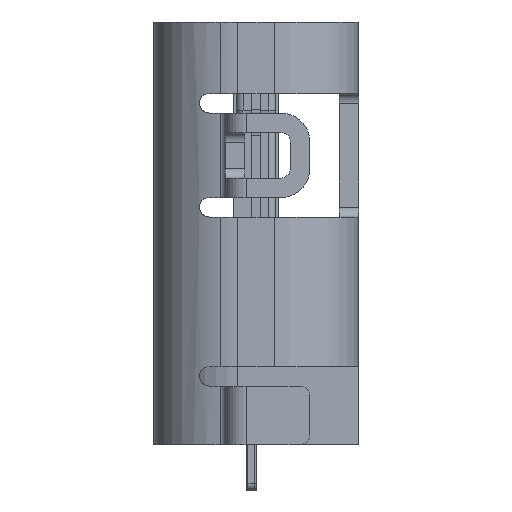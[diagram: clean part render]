
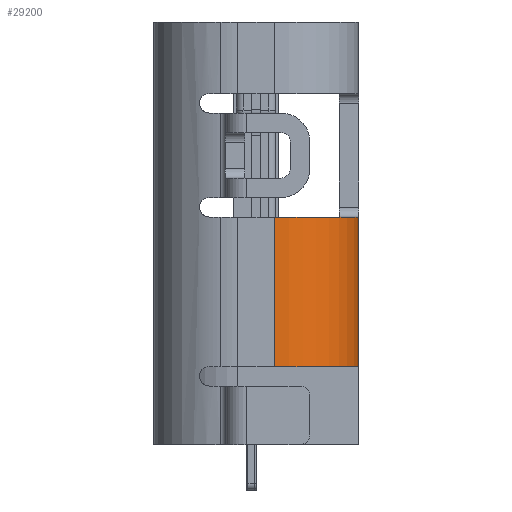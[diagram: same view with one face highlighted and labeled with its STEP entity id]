
A CAD part, left-side view. The second image highlights one B-rep face of the part: STEP entity #29200.
In plain terms, the highlighted cylindrical face has radius 1.3 mm (diameter 2.6 mm), a partial arc.
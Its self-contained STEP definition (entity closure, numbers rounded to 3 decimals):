
#397 = ORIENTED_EDGE ( 'NONE', *, *, #36300, .F. ) ;
#4089 = CARTESIAN_POINT ( 'NONE',  ( -4.47, -0.28, 6.5 ) ) ;
#4810 = DIRECTION ( 'NONE',  ( 0., 0., 1. ) ) ;
#6501 = VECTOR ( 'NONE', #28369, 1000. ) ;
#7014 = LINE ( 'NONE', #4089, #6501 ) ;
#7781 = AXIS2_PLACEMENT_3D ( 'NONE', #23026, #29164, #23419 ) ;
#7846 = EDGE_LOOP ( 'NONE', ( #30445, #31421, #27805, #397 ) ) ;
#9563 = CYLINDRICAL_SURFACE ( 'NONE', #7781, 1.3 ) ;
#9580 = VERTEX_POINT ( 'NONE', #22619 ) ;
#9618 = EDGE_CURVE ( 'NONE', #37593, #9580, #7014, .T. ) ;
#11488 = CARTESIAN_POINT ( 'NONE',  ( -3.17, -1.58, 6.5 ) ) ;
#12072 = VECTOR ( 'NONE', #32412, 1000. ) ;
#12172 = CARTESIAN_POINT ( 'NONE',  ( -3.17, -0.28, 3.5 ) ) ;
#15165 = EDGE_CURVE ( 'NONE', #31952, #37593, #19964, .T. ) ;
#17614 = CARTESIAN_POINT ( 'NONE',  ( -3.17, -1.58, 3.5 ) ) ;
#19964 = CIRCLE ( 'NONE', #29080, 1.3 ) ;
#21217 = DIRECTION ( 'NONE',  ( 0., 0., -1. ) ) ;
#22619 = CARTESIAN_POINT ( 'NONE',  ( -4.47, -0.28, 1.2 ) ) ;
#23026 = CARTESIAN_POINT ( 'NONE',  ( -3.17, -0.28, 6.5 ) ) ;
#23419 = DIRECTION ( 'NONE',  ( 1., 0., 0. ) ) ;
#24202 = DIRECTION ( 'NONE',  ( 1., 0., 0. ) ) ;
#26762 = CIRCLE ( 'NONE', #33161, 1.3 ) ;
#27482 = LINE ( 'NONE', #11488, #12072 ) ;
#27805 = ORIENTED_EDGE ( 'NONE', *, *, #38558, .T. ) ;
#28369 = DIRECTION ( 'NONE',  ( 0., 0., -1. ) ) ;
#28952 = DIRECTION ( 'NONE',  ( -1., 0., 0. ) ) ;
#29080 = AXIS2_PLACEMENT_3D ( 'NONE', #12172, #21217, #24202 ) ;
#29164 = DIRECTION ( 'NONE',  ( 0., 0., -1. ) ) ;
#29200 = ADVANCED_FACE ( 'NONE', ( #37176 ), #9563, .T. ) ;
#29867 = VERTEX_POINT ( 'NONE', #36441 ) ;
#30445 = ORIENTED_EDGE ( 'NONE', *, *, #15165, .T. ) ;
#31421 = ORIENTED_EDGE ( 'NONE', *, *, #9618, .T. ) ;
#31952 = VERTEX_POINT ( 'NONE', #17614 ) ;
#32412 = DIRECTION ( 'NONE',  ( 0., 0., -1. ) ) ;
#33161 = AXIS2_PLACEMENT_3D ( 'NONE', #37599, #4810, #28952 ) ;
#33401 = CARTESIAN_POINT ( 'NONE',  ( -4.47, -0.28, 3.5 ) ) ;
#36300 = EDGE_CURVE ( 'NONE', #31952, #29867, #27482, .T. ) ;
#36441 = CARTESIAN_POINT ( 'NONE',  ( -3.17, -1.58, 1.2 ) ) ;
#37176 = FACE_OUTER_BOUND ( 'NONE', #7846, .T. ) ;
#37593 = VERTEX_POINT ( 'NONE', #33401 ) ;
#37599 = CARTESIAN_POINT ( 'NONE',  ( -3.17, -0.28, 1.2 ) ) ;
#38558 = EDGE_CURVE ( 'NONE', #9580, #29867, #26762, .T. ) ;
